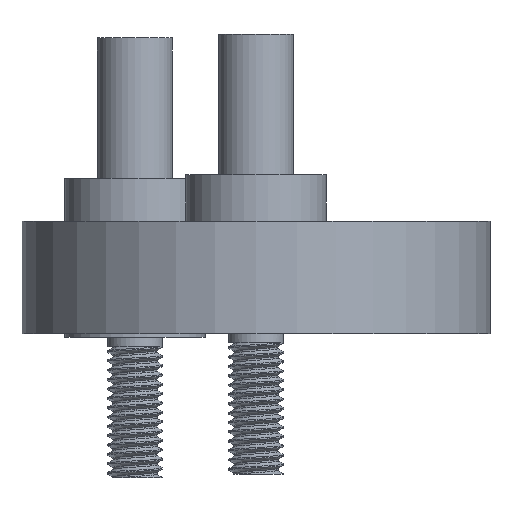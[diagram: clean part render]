
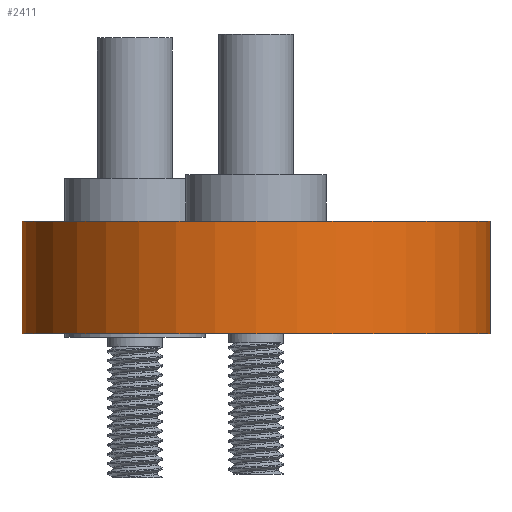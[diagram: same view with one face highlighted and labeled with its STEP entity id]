
A CAD part, left-side view. The second image highlights one B-rep face of the part: STEP entity #2411.
In plain terms, the highlighted cylindrical face has radius 25 mm (diameter 50 mm), a full revolution.
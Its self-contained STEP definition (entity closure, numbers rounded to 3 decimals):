
#24=FACE_BOUND('',#321,.T.);
#181=FACE_OUTER_BOUND('',#320,.T.);
#320=EDGE_LOOP('',(#2158,#2159,#2160,#2161));
#321=EDGE_LOOP('',(#2162,#2163,#2164,#2165,#2166,#2167));
#351=CIRCLE('',#2575,25.);
#353=CIRCLE('',#2580,25.);
#496=B_SPLINE_CURVE_WITH_KNOTS('',3,(#7432,#7433,#7434,#7435,#7436,#7437,
#7438,#7439,#7440,#7441,#7442,#7443),.UNSPECIFIED.,.F.,.F.,(4,2,2,2,2,4),
(0.38,0.474,0.569,0.664,
0.759,0.78),.UNSPECIFIED.);
#497=B_SPLINE_CURVE_WITH_KNOTS('',3,(#7445,#7446,#7447,#7448,#7449,#7450),
 .UNSPECIFIED.,.F.,.F.,(4,2,4),(1.752,1.803,1.898),
 .UNSPECIFIED.);
#518=B_SPLINE_CURVE_WITH_KNOTS('',3,(#7701,#7702,#7703,#7704,#7705,#7706,
#7707,#7708,#7709,#7710),.UNSPECIFIED.,.F.,.F.,(4,2,2,2,4),(1.391,
1.507,1.623,1.739,1.812),
 .UNSPECIFIED.);
#519=B_SPLINE_CURVE_WITH_KNOTS('',3,(#7712,#7713,#7714,#7715),
 .UNSPECIFIED.,.F.,.F.,(4,4),(1.328,1.391),
 .UNSPECIFIED.);
#585=B_SPLINE_CURVE_WITH_KNOTS('',3,(#10183,#10184,#10185,#10186,#10187,
#10188,#10189,#10190,#10191,#10192),.UNSPECIFIED.,.F.,.F.,(4,2,2,2,4),(0.,
0.093,0.198,0.273,0.359),
 .UNSPECIFIED.);
#591=B_SPLINE_CURVE_WITH_KNOTS('',3,(#10696,#10697,#10698,#10699,#10700,
#10701,#10702,#10703,#10704,#10705),.UNSPECIFIED.,.F.,.F.,(4,2,2,2,4),(0.,
0.067,0.144,0.235,0.319),
 .UNSPECIFIED.);
#696=LINE('',#10752,#800);
#800=VECTOR('',#2991,25.);
#949=VERTEX_POINT('',#7417);
#950=VERTEX_POINT('',#7431);
#951=VERTEX_POINT('',#7444);
#974=VERTEX_POINT('',#7695);
#975=VERTEX_POINT('',#7700);
#976=VERTEX_POINT('',#7711);
#1048=VERTEX_POINT('',#10742);
#1050=VERTEX_POINT('',#10751);
#1269=EDGE_CURVE('',#950,#949,#496,.T.);
#1270=EDGE_CURVE('',#951,#950,#497,.T.);
#1302=EDGE_CURVE('',#975,#974,#518,.T.);
#1303=EDGE_CURVE('',#976,#975,#519,.T.);
#1404=EDGE_CURVE('',#949,#976,#585,.T.);
#1412=EDGE_CURVE('',#974,#951,#591,.T.);
#1418=EDGE_CURVE('',#1048,#1048,#351,.T.);
#1422=EDGE_CURVE('',#1048,#1050,#696,.T.);
#1423=EDGE_CURVE('',#1050,#1050,#353,.T.);
#2158=ORIENTED_EDGE('',*,*,#1418,.T.);
#2159=ORIENTED_EDGE('',*,*,#1422,.T.);
#2160=ORIENTED_EDGE('',*,*,#1423,.T.);
#2161=ORIENTED_EDGE('',*,*,#1422,.F.);
#2162=ORIENTED_EDGE('',*,*,#1412,.T.);
#2163=ORIENTED_EDGE('',*,*,#1270,.T.);
#2164=ORIENTED_EDGE('',*,*,#1269,.T.);
#2165=ORIENTED_EDGE('',*,*,#1404,.T.);
#2166=ORIENTED_EDGE('',*,*,#1303,.T.);
#2167=ORIENTED_EDGE('',*,*,#1302,.T.);
#2278=CYLINDRICAL_SURFACE('',#2579,25.);
#2411=ADVANCED_FACE('',(#181,#24),#2278,.T.);
#2575=AXIS2_PLACEMENT_3D('',#10743,#2979,#2980);
#2579=AXIS2_PLACEMENT_3D('',#10750,#2989,#2990);
#2580=AXIS2_PLACEMENT_3D('',#10753,#2992,#2993);
#2979=DIRECTION('center_axis',(0.,0.,-1.));
#2980=DIRECTION('ref_axis',(1.,0.,0.));
#2989=DIRECTION('center_axis',(0.,0.,1.));
#2990=DIRECTION('ref_axis',(1.,0.,0.));
#2991=DIRECTION('',(0.,0.,-1.));
#2992=DIRECTION('center_axis',(0.,0.,1.));
#2993=DIRECTION('ref_axis',(1.,0.,0.));
#7417=CARTESIAN_POINT('',(-36.658,-10.426,6.283));
#7431=CARTESIAN_POINT('',(-36.532,-12.934,9.015));
#7432=CARTESIAN_POINT('Ctrl Pts',(-36.532,-12.934,9.015));
#7433=CARTESIAN_POINT('Ctrl Pts',(-36.532,-12.618,9.015));
#7434=CARTESIAN_POINT('Ctrl Pts',(-36.539,-12.28,8.952));
#7435=CARTESIAN_POINT('Ctrl Pts',(-36.563,-11.66,8.695));
#7436=CARTESIAN_POINT('Ctrl Pts',(-36.58,-11.377,8.501));
#7437=CARTESIAN_POINT('Ctrl Pts',(-36.612,-10.931,8.054));
#7438=CARTESIAN_POINT('Ctrl Pts',(-36.629,-10.737,7.772));
#7439=CARTESIAN_POINT('Ctrl Pts',(-36.653,-10.48,7.151));
#7440=CARTESIAN_POINT('Ctrl Pts',(-36.659,-10.417,6.814));
#7441=CARTESIAN_POINT('Ctrl Pts',(-36.659,-10.417,6.427));
#7442=CARTESIAN_POINT('Ctrl Pts',(-36.659,-10.42,6.355));
#7443=CARTESIAN_POINT('Ctrl Pts',(-36.658,-10.426,6.283));
#7444=CARTESIAN_POINT('',(-36.573,-14.367,8.568));
#7445=CARTESIAN_POINT('Ctrl Pts',(-36.573,-14.367,8.568));
#7446=CARTESIAN_POINT('Ctrl Pts',(-36.565,-14.221,8.668));
#7447=CARTESIAN_POINT('Ctrl Pts',(-36.557,-14.063,8.755));
#7448=CARTESIAN_POINT('Ctrl Pts',(-36.539,-13.588,8.952));
#7449=CARTESIAN_POINT('Ctrl Pts',(-36.532,-13.25,9.015));
#7450=CARTESIAN_POINT('Ctrl Pts',(-36.532,-12.934,9.015));
#7695=CARTESIAN_POINT('',(-36.718,-15.977,6.063));
#7700=CARTESIAN_POINT('',(-36.532,-12.934,3.424));
#7701=CARTESIAN_POINT('Ctrl Pts',(-36.532,-12.934,3.424));
#7702=CARTESIAN_POINT('Ctrl Pts',(-36.532,-13.32,3.424));
#7703=CARTESIAN_POINT('Ctrl Pts',(-36.542,-13.732,3.502));
#7704=CARTESIAN_POINT('Ctrl Pts',(-36.578,-14.489,3.815));
#7705=CARTESIAN_POINT('Ctrl Pts',(-36.603,-14.835,4.052));
#7706=CARTESIAN_POINT('Ctrl Pts',(-36.651,-15.38,4.597));
#7707=CARTESIAN_POINT('Ctrl Pts',(-36.676,-15.616,4.942));
#7708=CARTESIAN_POINT('Ctrl Pts',(-36.705,-15.872,5.56));
#7709=CARTESIAN_POINT('Ctrl Pts',(-36.714,-15.941,5.812));
#7710=CARTESIAN_POINT('Ctrl Pts',(-36.718,-15.977,6.063));
#7711=CARTESIAN_POINT('',(-36.54,-12.294,3.492));
#7712=CARTESIAN_POINT('Ctrl Pts',(-36.54,-12.294,3.492));
#7713=CARTESIAN_POINT('Ctrl Pts',(-36.535,-12.509,3.446));
#7714=CARTESIAN_POINT('Ctrl Pts',(-36.532,-12.725,3.424));
#7715=CARTESIAN_POINT('Ctrl Pts',(-36.532,-12.934,3.424));
#10183=CARTESIAN_POINT('Ctrl Pts',(-36.658,-10.426,6.283));
#10184=CARTESIAN_POINT('Ctrl Pts',(-36.659,-10.419,
5.974));
#10185=CARTESIAN_POINT('Ctrl Pts',(-36.655,-10.462,
5.664));
#10186=CARTESIAN_POINT('Ctrl Pts',(-36.636,-10.652,
5.031));
#10187=CARTESIAN_POINT('Ctrl Pts',(-36.622,-10.812,
4.713));
#10188=CARTESIAN_POINT('Ctrl Pts',(-36.594,-11.174,
4.234));
#10189=CARTESIAN_POINT('Ctrl Pts',(-36.582,-11.349,
4.055));
#10190=CARTESIAN_POINT('Ctrl Pts',(-36.558,-11.772,
3.727));
#10191=CARTESIAN_POINT('Ctrl Pts',(-36.547,-12.024,
3.587));
#10192=CARTESIAN_POINT('Ctrl Pts',(-36.54,-12.294,3.492));
#10696=CARTESIAN_POINT('Ctrl Pts',(-36.718,-15.977,6.063));
#10697=CARTESIAN_POINT('Ctrl Pts',(-36.72,-15.992,
6.286));
#10698=CARTESIAN_POINT('Ctrl Pts',(-36.718,-15.975,
6.509));
#10699=CARTESIAN_POINT('Ctrl Pts',(-36.706,-15.874,
6.978));
#10700=CARTESIAN_POINT('Ctrl Pts',(-36.695,-15.781,7.218));
#10701=CARTESIAN_POINT('Ctrl Pts',(-36.664,-15.501,7.702));
#10702=CARTESIAN_POINT('Ctrl Pts',(-36.644,-15.304,
7.936));
#10703=CARTESIAN_POINT('Ctrl Pts',(-36.606,-14.86,
8.312));
#10704=CARTESIAN_POINT('Ctrl Pts',(-36.588,-14.622,
8.458));
#10705=CARTESIAN_POINT('Ctrl Pts',(-36.573,-14.367,
8.568));
#10742=CARTESIAN_POINT('',(-86.532,-12.934,12.411));
#10743=CARTESIAN_POINT('Origin',(-61.532,-12.934,12.411));
#10750=CARTESIAN_POINT('Origin',(-61.532,-12.934,0.411));
#10751=CARTESIAN_POINT('',(-86.532,-12.934,0.411));
#10752=CARTESIAN_POINT('',(-86.532,-12.934,0.411));
#10753=CARTESIAN_POINT('Origin',(-61.532,-12.934,0.411));
